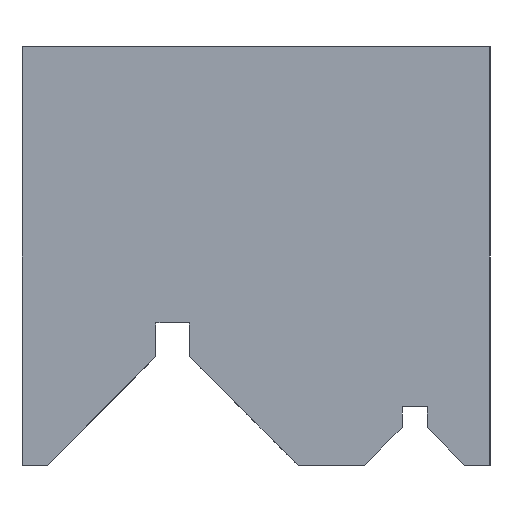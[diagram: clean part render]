
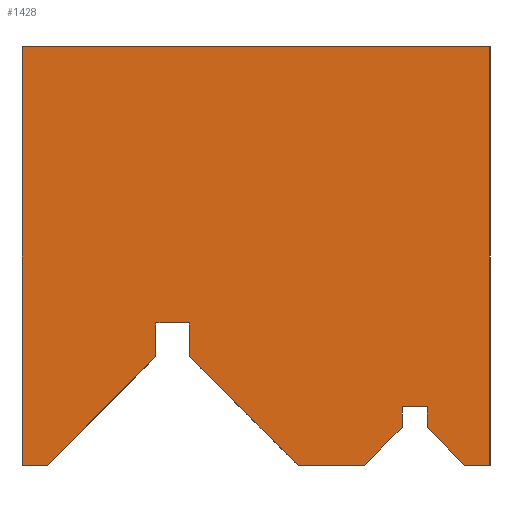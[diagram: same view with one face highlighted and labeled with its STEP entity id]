
A CAD part, left-side view. The second image highlights one B-rep face of the part: STEP entity #1428.
In plain terms, the highlighted planar face has unit normal (-1, 0, 0).
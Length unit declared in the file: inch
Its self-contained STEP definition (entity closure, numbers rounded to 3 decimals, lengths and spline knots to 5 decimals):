
#26 = DIRECTION ( 'NONE',  ( 0., -0.707, -0.707 ) ) ;
#36 = EDGE_CURVE ( 'NONE', #2401, #382, #1357, .T. ) ;
#63 = EDGE_LOOP ( 'NONE', ( #92, #1799, #2874, #1018, #647, #2600, #2630, #141, #1809, #1208, #542, #1084, #3048, #1785, #2819, #223 ) ) ;
#72 = CARTESIAN_POINT ( 'NONE',  ( -4., 0., 2.3622 ) ) ;
#92 = ORIENTED_EDGE ( 'NONE', *, *, #2956, .T. ) ;
#116 = DIRECTION ( 'NONE',  ( 0., 0., 1. ) ) ;
#134 = VECTOR ( 'NONE', #2979, 39.37008 ) ;
#141 = ORIENTED_EDGE ( 'NONE', *, *, #3042, .F. ) ;
#188 = EDGE_CURVE ( 'NONE', #325, #2401, #363, .T. ) ;
#223 = ORIENTED_EDGE ( 'NONE', *, *, #1109, .T. ) ;
#228 = CARTESIAN_POINT ( 'NONE',  ( -4., 0.29528, 0.66929 ) ) ;
#234 = CARTESIAN_POINT ( 'NONE',  ( -4., 2.20079, 1.06299 ) ) ;
#236 = FACE_OUTER_BOUND ( 'NONE', #63, .T. ) ;
#325 = VERTEX_POINT ( 'NONE', #922 ) ;
#363 = LINE ( 'NONE', #1094, #134 ) ;
#381 = CARTESIAN_POINT ( 'NONE',  ( -4., 0.59055, 0.3937 ) ) ;
#382 = VERTEX_POINT ( 'NONE', #873 ) ;
#446 = DIRECTION ( 'NONE',  ( 0., -1., 0. ) ) ;
#476 = CARTESIAN_POINT ( 'NONE',  ( -4., 1.41339, 0.90551 ) ) ;
#520 = EDGE_CURVE ( 'NONE', #1255, #2841, #1712, .T. ) ;
#542 = ORIENTED_EDGE ( 'NONE', *, *, #2927, .T. ) ;
#578 = CARTESIAN_POINT ( 'NONE',  ( -4., 0.11811, 0.3937 ) ) ;
#640 = EDGE_CURVE ( 'NONE', #2919, #926, #1360, .T. ) ;
#647 = ORIENTED_EDGE ( 'NONE', *, *, #188, .T. ) ;
#652 = DIRECTION ( 'NONE',  ( 0., 0., -1. ) ) ;
#685 = DIRECTION ( 'NONE',  ( -1., 0., 0. ) ) ;
#690 = CARTESIAN_POINT ( 'NONE',  ( -4., 1.41339, 0.90551 ) ) ;
#702 = DIRECTION ( 'NONE',  ( 0., 0., 1. ) ) ;
#801 = LINE ( 'NONE', #2952, #966 ) ;
#804 = VECTOR ( 'NONE', #2118, 39.37008 ) ;
#861 = DIRECTION ( 'NONE',  ( 0., 0., -1. ) ) ;
#868 = LINE ( 'NONE', #2068, #1228 ) ;
#873 = CARTESIAN_POINT ( 'NONE',  ( -4., 0., 0.3937 ) ) ;
#922 = CARTESIAN_POINT ( 'NONE',  ( -4., 0.29528, 0.57087 ) ) ;
#926 = VERTEX_POINT ( 'NONE', #1536 ) ;
#927 = DIRECTION ( 'NONE',  ( 0., -0.707, 0.707 ) ) ;
#936 = VECTOR ( 'NONE', #1863, 39.37008 ) ;
#959 = LINE ( 'NONE', #72, #2610 ) ;
#966 = VECTOR ( 'NONE', #861, 39.37008 ) ;
#991 = EDGE_CURVE ( 'NONE', #1953, #3053, #2870, .T. ) ;
#1009 = VERTEX_POINT ( 'NONE', #690 ) ;
#1018 = ORIENTED_EDGE ( 'NONE', *, *, #1271, .T. ) ;
#1028 = DIRECTION ( 'NONE',  ( 0., -1., 0. ) ) ;
#1042 = CARTESIAN_POINT ( 'NONE',  ( -4., 0.90157, 0.3937 ) ) ;
#1084 = ORIENTED_EDGE ( 'NONE', *, *, #2657, .T. ) ;
#1085 = CARTESIAN_POINT ( 'NONE',  ( -4., 1.57087, 0.90551 ) ) ;
#1094 = CARTESIAN_POINT ( 'NONE',  ( -4., 0.29528, 0.57087 ) ) ;
#1109 = EDGE_CURVE ( 'NONE', #1239, #1508, #1388, .T. ) ;
#1136 = CARTESIAN_POINT ( 'NONE',  ( -4., 2.20079, 0.3937 ) ) ;
#1144 = VECTOR ( 'NONE', #116, 39.37008 ) ;
#1159 = CARTESIAN_POINT ( 'NONE',  ( -4., 2.20079, 0.3937 ) ) ;
#1208 = ORIENTED_EDGE ( 'NONE', *, *, #991, .T. ) ;
#1228 = VECTOR ( 'NONE', #652, 39.37008 ) ;
#1236 = CARTESIAN_POINT ( 'NONE',  ( -4., 0., 2.3622 ) ) ;
#1239 = VERTEX_POINT ( 'NONE', #1042 ) ;
#1255 = VERTEX_POINT ( 'NONE', #2007 ) ;
#1271 = EDGE_CURVE ( 'NONE', #2841, #325, #868, .T. ) ;
#1295 = DIRECTION ( 'NONE',  ( 0., 0., -1. ) ) ;
#1323 = LINE ( 'NONE', #2509, #2245 ) ;
#1357 = LINE ( 'NONE', #2580, #1566 ) ;
#1360 = LINE ( 'NONE', #234, #804 ) ;
#1388 = LINE ( 'NONE', #2110, #2396 ) ;
#1428 = ADVANCED_FACE ( 'NONE', ( #236 ), #2620, .T. ) ;
#1487 = CARTESIAN_POINT ( 'NONE',  ( -4., 2.20079, 2.3622 ) ) ;
#1508 = VERTEX_POINT ( 'NONE', #381 ) ;
#1509 = CARTESIAN_POINT ( 'NONE',  ( -4., 0.41339, 0.3937 ) ) ;
#1536 = CARTESIAN_POINT ( 'NONE',  ( -4., 1.41339, 1.06299 ) ) ;
#1566 = VECTOR ( 'NONE', #446, 39.37008 ) ;
#1576 = CARTESIAN_POINT ( 'NONE',  ( -4., 0.59055, 0.3937 ) ) ;
#1648 = LINE ( 'NONE', #1663, #936 ) ;
#1663 = CARTESIAN_POINT ( 'NONE',  ( -4., 1.57087, 0.3937 ) ) ;
#1712 = LINE ( 'NONE', #2666, #1911 ) ;
#1785 = ORIENTED_EDGE ( 'NONE', *, *, #2050, .T. ) ;
#1799 = ORIENTED_EDGE ( 'NONE', *, *, #2332, .T. ) ;
#1809 = ORIENTED_EDGE ( 'NONE', *, *, #2220, .T. ) ;
#1818 = VERTEX_POINT ( 'NONE', #1903 ) ;
#1863 = DIRECTION ( 'NONE',  ( 0., 0., 1. ) ) ;
#1874 = LINE ( 'NONE', #2826, #2661 ) ;
#1901 = DIRECTION ( 'NONE',  ( 0., -1., 0. ) ) ;
#1903 = CARTESIAN_POINT ( 'NONE',  ( -4., 0.41339, 0.57087 ) ) ;
#1911 = VECTOR ( 'NONE', #1028, 39.37008 ) ;
#1920 = DIRECTION ( 'NONE',  ( 0., -1., 0. ) ) ;
#1927 = EDGE_CURVE ( 'NONE', #1009, #1239, #2395, .T. ) ;
#1953 = VERTEX_POINT ( 'NONE', #2496 ) ;
#1961 = VECTOR ( 'NONE', #26, 39.37008 ) ;
#2007 = CARTESIAN_POINT ( 'NONE',  ( -4., 0.41339, 0.66929 ) ) ;
#2050 = EDGE_CURVE ( 'NONE', #926, #1009, #1323, .T. ) ;
#2068 = CARTESIAN_POINT ( 'NONE',  ( -4., 0.29528, 0.3937 ) ) ;
#2110 = CARTESIAN_POINT ( 'NONE',  ( -4., 2.20079, 0.3937 ) ) ;
#2118 = DIRECTION ( 'NONE',  ( 0., -1., 0. ) ) ;
#2154 = LINE ( 'NONE', #2851, #2639 ) ;
#2164 = VECTOR ( 'NONE', #2544, 39.37008 ) ;
#2187 = CARTESIAN_POINT ( 'NONE',  ( -4., 2.08268, 0.3937 ) ) ;
#2195 = AXIS2_PLACEMENT_3D ( 'NONE', #1136, #685, #702 ) ;
#2220 = EDGE_CURVE ( 'NONE', #2994, #1953, #2154, .T. ) ;
#2245 = VECTOR ( 'NONE', #1295, 39.37008 ) ;
#2332 = EDGE_CURVE ( 'NONE', #1818, #1255, #2738, .T. ) ;
#2336 = CARTESIAN_POINT ( 'NONE',  ( -4., 1.57087, 1.06299 ) ) ;
#2395 = LINE ( 'NONE', #476, #1961 ) ;
#2396 = VECTOR ( 'NONE', #1901, 39.37008 ) ;
#2401 = VERTEX_POINT ( 'NONE', #578 ) ;
#2496 = CARTESIAN_POINT ( 'NONE',  ( -4., 2.20079, 0.3937 ) ) ;
#2509 = CARTESIAN_POINT ( 'NONE',  ( -4., 1.41339, 0.3937 ) ) ;
#2544 = DIRECTION ( 'NONE',  ( 0., -0.707, 0.707 ) ) ;
#2580 = CARTESIAN_POINT ( 'NONE',  ( -4., 2.20079, 0.3937 ) ) ;
#2600 = ORIENTED_EDGE ( 'NONE', *, *, #36, .T. ) ;
#2606 = DIRECTION ( 'NONE',  ( 0., -1., 0. ) ) ;
#2610 = VECTOR ( 'NONE', #1920, 39.37008 ) ;
#2620 = PLANE ( 'NONE',  #2195 ) ;
#2630 = ORIENTED_EDGE ( 'NONE', *, *, #2748, .F. ) ;
#2639 = VECTOR ( 'NONE', #2898, 39.37008 ) ;
#2657 = EDGE_CURVE ( 'NONE', #2802, #2919, #1648, .T. ) ;
#2661 = VECTOR ( 'NONE', #927, 39.37008 ) ;
#2666 = CARTESIAN_POINT ( 'NONE',  ( -4., 2.20079, 0.66929 ) ) ;
#2738 = LINE ( 'NONE', #1509, #1144 ) ;
#2748 = EDGE_CURVE ( 'NONE', #3036, #382, #801, .T. ) ;
#2762 = LINE ( 'NONE', #1576, #2164 ) ;
#2802 = VERTEX_POINT ( 'NONE', #1085 ) ;
#2819 = ORIENTED_EDGE ( 'NONE', *, *, #1927, .T. ) ;
#2826 = CARTESIAN_POINT ( 'NONE',  ( -4., 2.08268, 0.3937 ) ) ;
#2841 = VERTEX_POINT ( 'NONE', #228 ) ;
#2851 = CARTESIAN_POINT ( 'NONE',  ( -4., 2.20079, 0.3937 ) ) ;
#2870 = LINE ( 'NONE', #1159, #2933 ) ;
#2874 = ORIENTED_EDGE ( 'NONE', *, *, #520, .T. ) ;
#2898 = DIRECTION ( 'NONE',  ( 0., 0., -1. ) ) ;
#2919 = VERTEX_POINT ( 'NONE', #2336 ) ;
#2927 = EDGE_CURVE ( 'NONE', #3053, #2802, #1874, .T. ) ;
#2933 = VECTOR ( 'NONE', #2606, 39.37008 ) ;
#2952 = CARTESIAN_POINT ( 'NONE',  ( -4., 0., 0.3937 ) ) ;
#2956 = EDGE_CURVE ( 'NONE', #1508, #1818, #2762, .T. ) ;
#2979 = DIRECTION ( 'NONE',  ( 0., -0.707, -0.707 ) ) ;
#2994 = VERTEX_POINT ( 'NONE', #1487 ) ;
#3036 = VERTEX_POINT ( 'NONE', #1236 ) ;
#3042 = EDGE_CURVE ( 'NONE', #2994, #3036, #959, .T. ) ;
#3048 = ORIENTED_EDGE ( 'NONE', *, *, #640, .T. ) ;
#3053 = VERTEX_POINT ( 'NONE', #2187 ) ;
